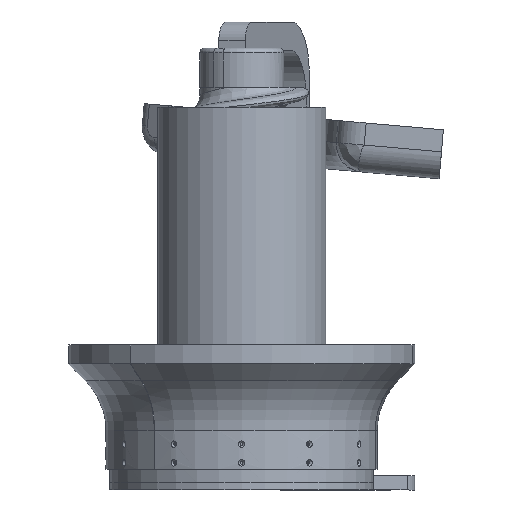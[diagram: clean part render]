
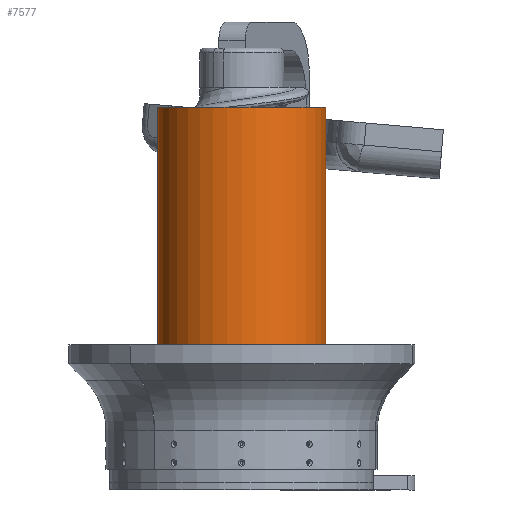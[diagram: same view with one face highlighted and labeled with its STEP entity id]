
A CAD part, left-side view. The second image highlights one B-rep face of the part: STEP entity #7577.
In plain terms, the highlighted cylindrical face has radius 90 mm (diameter 180 mm), a full revolution.
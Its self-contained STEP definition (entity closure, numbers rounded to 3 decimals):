
#633=LINE('',#10667,#1014);
#1014=VECTOR('',#8807,90.);
#1395=CYLINDRICAL_SURFACE('',#8053,90.);
#1767=FACE_OUTER_BOUND('',#2208,.T.);
#2208=EDGE_LOOP('',(#5127,#5128,#5129,#5130));
#2819=CIRCLE('',#8049,90.);
#2822=CIRCLE('',#8054,90.);
#3165=VERTEX_POINT('',#10656);
#3168=VERTEX_POINT('',#10665);
#3950=EDGE_CURVE('',#3165,#3165,#2819,.T.);
#3954=EDGE_CURVE('',#3168,#3168,#2822,.T.);
#3955=EDGE_CURVE('',#3168,#3165,#633,.T.);
#5127=ORIENTED_EDGE('',*,*,#3954,.F.);
#5128=ORIENTED_EDGE('',*,*,#3955,.T.);
#5129=ORIENTED_EDGE('',*,*,#3950,.T.);
#5130=ORIENTED_EDGE('',*,*,#3955,.F.);
#7577=ADVANCED_FACE('',(#1767),#1395,.T.);
#8049=AXIS2_PLACEMENT_3D('',#10657,#8794,#8795);
#8053=AXIS2_PLACEMENT_3D('',#10664,#8803,#8804);
#8054=AXIS2_PLACEMENT_3D('',#10666,#8805,#8806);
#8794=DIRECTION('center_axis',(0.,0.,1.));
#8795=DIRECTION('ref_axis',(1.,0.,0.));
#8803=DIRECTION('center_axis',(0.,0.,1.));
#8804=DIRECTION('ref_axis',(1.,0.,0.));
#8805=DIRECTION('center_axis',(0.,0.,1.));
#8806=DIRECTION('ref_axis',(1.,0.,0.));
#8807=DIRECTION('',(0.,0.,-1.));
#10656=CARTESIAN_POINT('',(-90.,0.,60.));
#10657=CARTESIAN_POINT('Origin',(0.,0.,60.));
#10664=CARTESIAN_POINT('Origin',(0.,0.,60.));
#10665=CARTESIAN_POINT('',(-90.,0.,360.));
#10666=CARTESIAN_POINT('Origin',(0.,0.,360.));
#10667=CARTESIAN_POINT('',(-90.,0.,60.));
